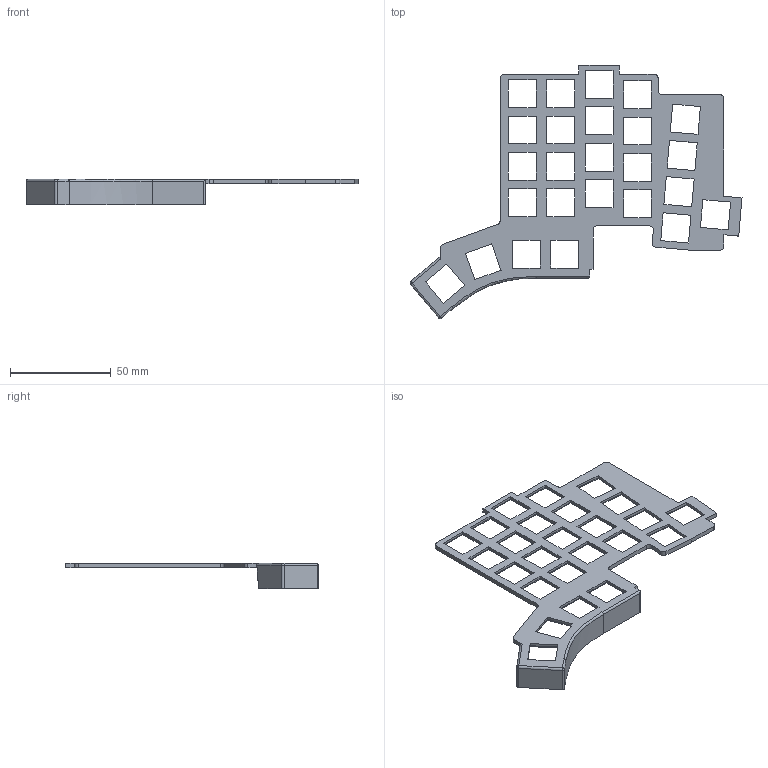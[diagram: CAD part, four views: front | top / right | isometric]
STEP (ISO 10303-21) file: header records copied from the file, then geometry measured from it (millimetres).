
FILE_DESCRIPTION(/* description */ ('STEP AP242','CAx-IF Rec.Pracs.---Representation and Presentation of Product Manufacturing Information (PMI)---4.0---2014-10-13','CAx-IF Rec.Pracs.---3D Tessellated Geometry---0.4---2014-09-14','2;1'),/* implementation_level */ '2;1');
FILE_NAME(/* name */ '675dd4f686e0af00ee98e9e6',/* time_stamp */ '2024-12-14T18:56:55Z',/* author */ (''),/* organization */ (''),/* preprocessor_version */ 'ST-DEVELOPER v20',/* originating_system */ 'ONSHAPE BY PTC INC, 1.191',/* authorisation */ ' ');
FILE_SCHEMA (('AP242_MANAGED_MODEL_BASED_3D_ENGINEERING_MIM_LF { 1 0 10303 442 1 1 4 }'));
Length unit declared in the file: metre
Products named in the file (1): Part keyplate right
Bounding box: 164.39 x 125.36 x 12.6 mm (x, y, z)
Volume: 15083 mm3; surface area: 19316.3 mm2
Topology: 1 solids, 1 shells, 292 faces, 788 edges, 521 vertices
Faces by surface type: plane 269, cylinder 17, bspline 4, sphere 2
Entity records: 9269 total; most frequent: CARTESIAN_POINT 1806, ORIENTED_EDGE 1572, DIRECTION 1388, EDGE_CURVE 786, LINE 746, VECTOR 746, VERTEX_POINT 521, EDGE_LOOP 367
